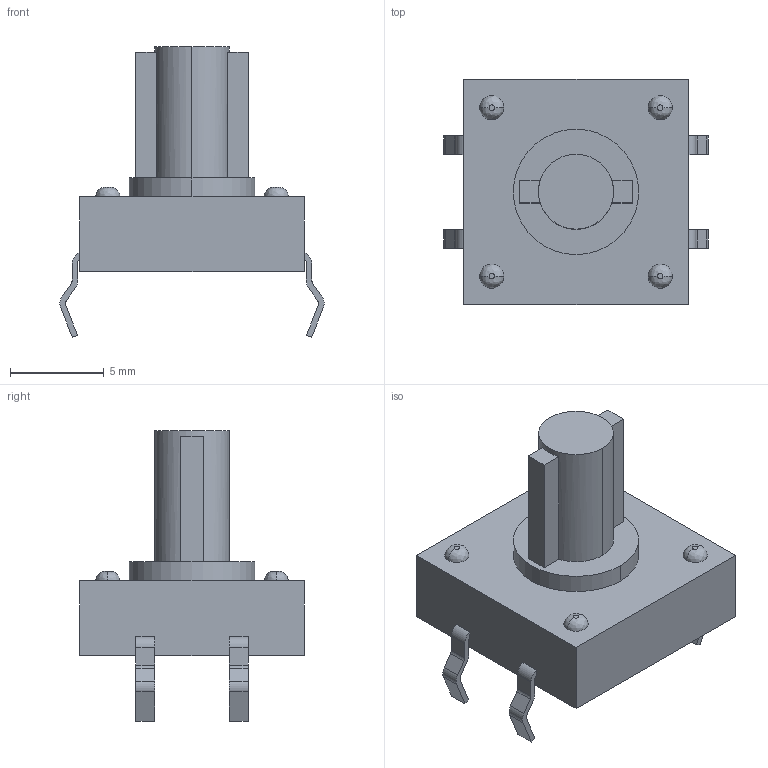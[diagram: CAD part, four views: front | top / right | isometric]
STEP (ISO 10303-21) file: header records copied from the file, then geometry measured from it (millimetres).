
FILE_DESCRIPTION((''),'2;1');
FILE_NAME('C-1437565-4','2013-10-15T',('workeradm'),('Tyco Electronics Ltd.'),'PRO/ENGINEER BY PARAMETRIC TECHNOLOGY CORPORATION, 2013050','PRO/ENGINEER BY PARAMETRIC TECHNOLOGY CORPORATION, 2013050','');
FILE_SCHEMA(('AUTOMOTIVE_DESIGN { 1 0 10303 214 1 1 1 1 }'));
Length unit declared in the file: millimetre
Products named in the file (1): C-1437565-4
Bounding box: 14.1 x 12 x 15.5 mm (x, y, z)
Volume: 723.2 mm3; surface area: 670.8 mm2
Topology: 1 solids, 1 shells, 92 faces, 240 edges, 160 vertices
Faces by surface type: plane 56, cylinder 28, bspline 8
Entity records: 3208 total; most frequent: CARTESIAN_POINT 710, DIRECTION 492, ORIENTED_EDGE 480, EDGE_CURVE 240, AXIS2_PLACEMENT_3D 168, VERTEX_POINT 160, VECTOR 156, LINE 156
